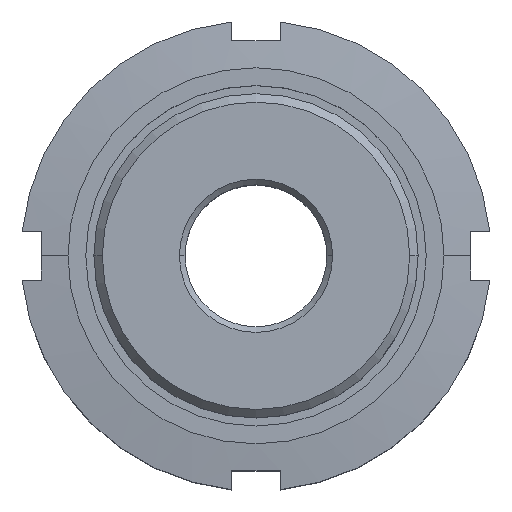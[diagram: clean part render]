
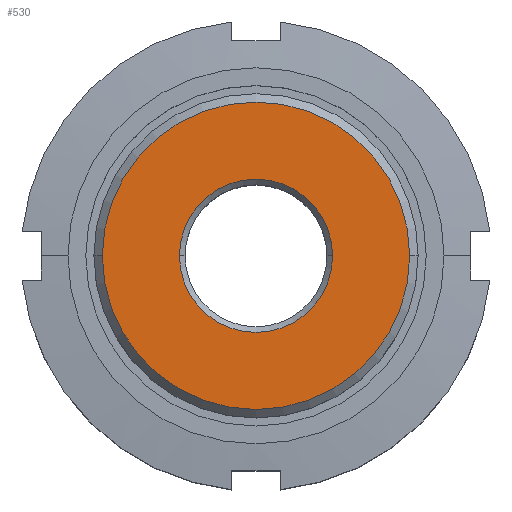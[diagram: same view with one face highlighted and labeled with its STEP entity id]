
A CAD part, top view. The second image highlights one B-rep face of the part: STEP entity #530.
In plain terms, the highlighted planar face has unit normal (0, 0, 1).
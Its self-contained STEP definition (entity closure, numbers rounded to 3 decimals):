
#530=ADVANCED_FACE('',(#1307,#1308),#1309,.T.);
#544=EDGE_CURVE('',#1012,#702,#1325,.T.);
#696=EDGE_CURVE('',#1054,#1084,#1492,.T.);
#702=VERTEX_POINT('',#1500);
#858=EDGE_CURVE('',#702,#1012,#1676,.T.);
#1012=VERTEX_POINT('',#1847);
#1054=VERTEX_POINT('',#1893);
#1084=VERTEX_POINT('',#1923);
#1088=EDGE_CURVE('',#1084,#1054,#1927,.T.);
#1307=FACE_OUTER_BOUND('',#2308,.T.);
#1308=FACE_BOUND('',#2309,.T.);
#1309=PLANE('',#2310);
#1325=CIRCLE('',#2338,9.45);
#1492=CIRCLE('',#2638,18.96);
#1500=CARTESIAN_POINT('',(9.45,0.,28.0));
#1676=CIRCLE('',#2984,9.45);
#1847=CARTESIAN_POINT('',(-9.45,0.,28.0));
#1893=CARTESIAN_POINT('',(-18.96,0.,28.0));
#1923=CARTESIAN_POINT('',(18.96,0.,28.0));
#1927=CIRCLE('',#3432,18.96);
#2308=EDGE_LOOP('',(#3717,#3718));
#2309=EDGE_LOOP('',(#3719,#3720));
#2310=AXIS2_PLACEMENT_3D('',#3721,#3722,#3723);
#2338=AXIS2_PLACEMENT_3D('',#3735,#3736,#3737);
#2638=AXIS2_PLACEMENT_3D('',#3916,#3917,#3918);
#2984=AXIS2_PLACEMENT_3D('',#4145,#4146,#4147);
#3432=AXIS2_PLACEMENT_3D('',#4427,#4428,#4429);
#3717=ORIENTED_EDGE('',*,*,#1088,.F.);
#3718=ORIENTED_EDGE('',*,*,#696,.F.);
#3719=ORIENTED_EDGE('',*,*,#858,.T.);
#3720=ORIENTED_EDGE('',*,*,#544,.T.);
#3721=CARTESIAN_POINT('',(14.205,0.,28.0));
#3722=DIRECTION('',(0.0,0.,1.0));
#3723=DIRECTION('',(-1.0,0.0,0.0));
#3735=CARTESIAN_POINT('',(0.0,0.,28.0));
#3736=DIRECTION('',(0.0,0.,-1.0));
#3737=DIRECTION('',(1.0,0.0,0.0));
#3916=CARTESIAN_POINT('',(0.0,0.,28.0));
#3917=DIRECTION('',(0.0,0.,-1.0));
#3918=DIRECTION('',(1.0,0.0,0.0));
#4145=CARTESIAN_POINT('',(0.0,0.,28.0));
#4146=DIRECTION('',(0.0,0.,-1.0));
#4147=DIRECTION('',(1.0,0.0,0.0));
#4427=CARTESIAN_POINT('',(0.0,0.,28.0));
#4428=DIRECTION('',(0.0,0.,-1.0));
#4429=DIRECTION('',(1.0,0.0,0.0));
